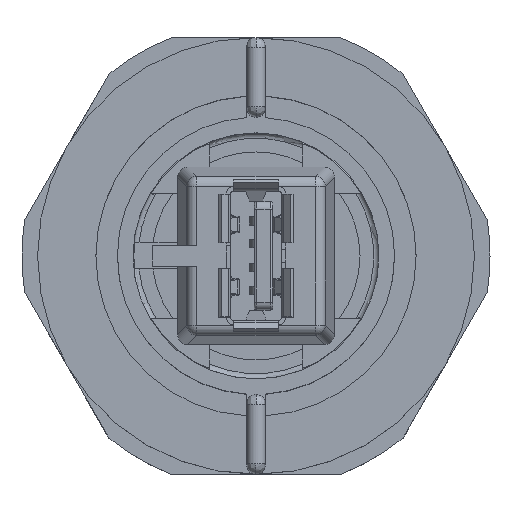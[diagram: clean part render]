
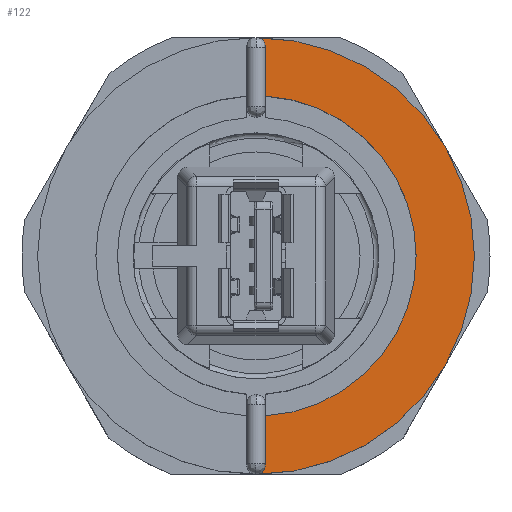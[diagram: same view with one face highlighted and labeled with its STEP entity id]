
A CAD part, top view. The second image highlights one B-rep face of the part: STEP entity #122.
In plain terms, the highlighted planar face has unit normal (0, 0, 1).
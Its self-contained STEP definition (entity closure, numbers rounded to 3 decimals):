
#122=ADVANCED_FACE('',(#990),#991,.F.);
#990=FACE_OUTER_BOUND('',#3059,.T.);
#991=PLANE('',#3060);
#3059=EDGE_LOOP('',(#10245,#10246,#10247,#10248,#10249,#10250,#10251));
#3060=AXIS2_PLACEMENT_3D('',#10252,#10253,#10254);
#10245=ORIENTED_EDGE('',*,*,#16657,.F.);
#10246=ORIENTED_EDGE('',*,*,#16667,.T.);
#10247=ORIENTED_EDGE('',*,*,#16668,.F.);
#10248=ORIENTED_EDGE('',*,*,#16669,.F.);
#10249=ORIENTED_EDGE('',*,*,#16670,.F.);
#10250=ORIENTED_EDGE('',*,*,#16671,.T.);
#10251=ORIENTED_EDGE('',*,*,#16672,.F.);
#10252=CARTESIAN_POINT('',(0.0,0.0,1.5));
#10253=DIRECTION('',(0.0,0.0,-1.0));
#10254=DIRECTION('',(0.0,-1.0,0.0));
#16657=EDGE_CURVE('',#19045,#19046,#19047,.T.);
#16667=EDGE_CURVE('',#19045,#19063,#19064,.T.);
#16668=EDGE_CURVE('',#19065,#19063,#19066,.T.);
#16669=EDGE_CURVE('',#19067,#19065,#19068,.T.);
#16670=EDGE_CURVE('',#19069,#19067,#19070,.T.);
#16671=EDGE_CURVE('',#19069,#19052,#19071,.T.);
#16672=EDGE_CURVE('',#19046,#19052,#19072,.T.);
#19045=VERTEX_POINT('',#24540);
#19046=VERTEX_POINT('',#24541);
#19047=CIRCLE('',#24542,21.0);
#19052=VERTEX_POINT('',#24549);
#19063=VERTEX_POINT('',#24562);
#19064=CIRCLE('',#24563,0.9);
#19065=VERTEX_POINT('',#24564);
#19066=LINE('',#24565,#24566);
#19067=VERTEX_POINT('',#24567);
#19068=CIRCLE('',#24568,15.4);
#19069=VERTEX_POINT('',#24569);
#19070=LINE('',#24570,#24571);
#19071=CIRCLE('',#24572,0.9);
#19072=CIRCLE('',#24573,21.0);
#24540=CARTESIAN_POINT('',(0.0,21.0,1.5));
#24541=CARTESIAN_POINT('',(21.0,0.0,1.5));
#24542=AXIS2_PLACEMENT_3D('',#32535,#32536,#32537);
#24549=CARTESIAN_POINT('',(0.,-21.0,1.5));
#24562=CARTESIAN_POINT('',(0.9,20.1,1.5));
#24563=AXIS2_PLACEMENT_3D('',#32557,#32558,#32559);
#24564=CARTESIAN_POINT('',(0.9,15.374,1.5));
#24565=CARTESIAN_POINT('',(0.9,15.374,1.5));
#24566=VECTOR('',#32560,4.726);
#24567=CARTESIAN_POINT('',(0.9,-15.374,1.5));
#24568=AXIS2_PLACEMENT_3D('',#32561,#32562,#32563);
#24569=CARTESIAN_POINT('',(0.9,-20.1,1.5));
#24570=CARTESIAN_POINT('',(0.9,-20.1,1.5));
#24571=VECTOR('',#32564,4.726);
#24572=AXIS2_PLACEMENT_3D('',#32565,#32566,#32567);
#24573=AXIS2_PLACEMENT_3D('',#32568,#32569,#32570);
#32535=CARTESIAN_POINT('',(0.0,0.0,1.5));
#32536=DIRECTION('',(0.0,0.0,-1.0));
#32537=DIRECTION('',(0.0,1.0,0.0));
#32557=CARTESIAN_POINT('',(0.0,20.1,1.5));
#32558=DIRECTION('',(0.0,0.0,-1.0));
#32559=DIRECTION('',(0.0,1.0,0.0));
#32560=DIRECTION('',(0.0,1.0,0.0));
#32561=CARTESIAN_POINT('',(0.0,0.0,1.5));
#32562=DIRECTION('',(0.0,0.0,1.0));
#32563=DIRECTION('',(0.058,-0.998,0.0));
#32564=DIRECTION('',(0.0,1.0,0.0));
#32565=CARTESIAN_POINT('',(0.,-20.1,1.5));
#32566=DIRECTION('',(0.0,0.0,-1.0));
#32567=DIRECTION('',(1.0,0.0,0.0));
#32568=CARTESIAN_POINT('',(0.0,0.0,1.5));
#32569=DIRECTION('',(0.0,0.0,-1.0));
#32570=DIRECTION('',(1.0,0.0,0.0));
